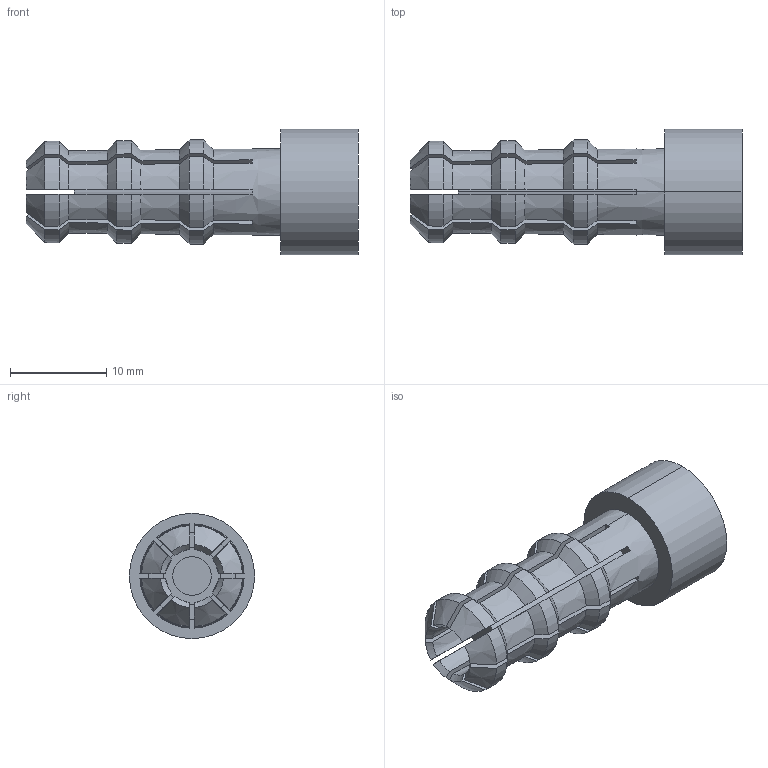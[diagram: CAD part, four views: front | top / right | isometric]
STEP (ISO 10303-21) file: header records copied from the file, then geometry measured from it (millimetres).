
FILE_DESCRIPTION (( 'STEP AP214' ), '1' );
FILE_NAME ('secondary_plunger.STEP', '2024-11-07T20:56:34', ( '' ), ( '' ), 'SwSTEP 2.0', 'SolidWorks 2023', '' );
FILE_SCHEMA (( 'AUTOMOTIVE_DESIGN' ));
Length unit declared in the file: millimetre
Products named in the file (1): secondary_plunger
Bounding box: 34.48 x 13 x 13 mm (x, y, z)
Volume: 2300.6 mm3; surface area: 2578.1 mm2
Topology: 1 solids, 1 shells, 132 faces, 384 edges, 256 vertices
Faces by surface type: cone 100, plane 28, cylinder 4
Entity records: 4771 total; most frequent: CARTESIAN_POINT 1565, ORIENTED_EDGE 768, DIRECTION 562, EDGE_CURVE 384, AXIS2_PLACEMENT_3D 269, VERTEX_POINT 256, B_SPLINE_CURVE_WITH_KNOTS 224, CIRCLE 136
